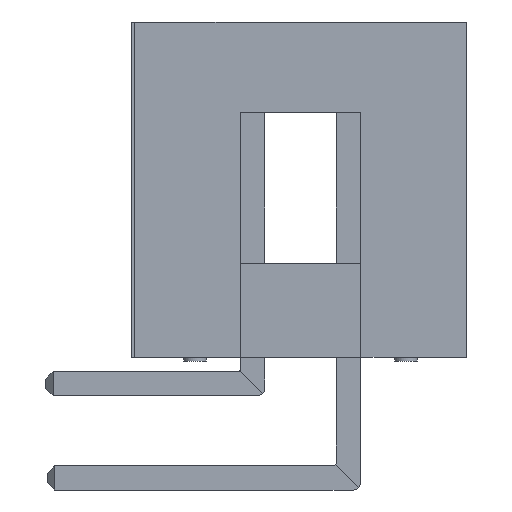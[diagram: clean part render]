
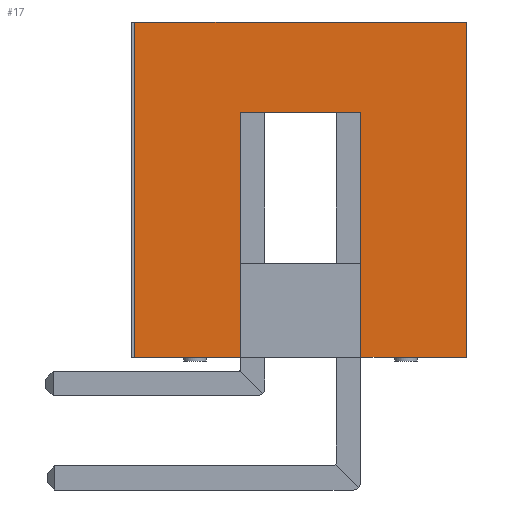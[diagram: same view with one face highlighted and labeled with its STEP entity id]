
A CAD part, left-side view. The second image highlights one B-rep face of the part: STEP entity #17.
In plain terms, the highlighted planar face has unit normal (-1, 0, 0).
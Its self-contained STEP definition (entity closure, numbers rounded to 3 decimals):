
#17 = ADVANCED_FACE('',(#18),#32,.T.);
#18 = FACE_BOUND('',#19,.T.);
#19 = EDGE_LOOP('',(#20,#55,#83,#111,#139,#162,#190,#218));
#20 = ORIENTED_EDGE('',*,*,#21,.F.);
#21 = EDGE_CURVE('',#22,#24,#26,.T.);
#22 = VERTEX_POINT('',#23);
#23 = CARTESIAN_POINT('',(-5.06,-4.4,0.));
#24 = VERTEX_POINT('',#25);
#25 = CARTESIAN_POINT('',(-5.06,-1.6,0.));
#26 = SURFACE_CURVE('',#27,(#31,#43),.PCURVE_S1.);
#27 = LINE('',#28,#29);
#28 = CARTESIAN_POINT('',(-5.06,-4.4,0.));
#29 = VECTOR('',#30,1.);
#30 = DIRECTION('',(0.,1.,0.));
#31 = PCURVE('',#32,#37);
#32 = PLANE('',#33);
#33 = AXIS2_PLACEMENT_3D('',#34,#35,#36);
#34 = CARTESIAN_POINT('',(-5.06,-4.4,0.));
#35 = DIRECTION('',(-1.,0.,0.));
#36 = DIRECTION('',(0.,1.,0.));
#37 = DEFINITIONAL_REPRESENTATION('',(#38),#42);
#38 = LINE('',#39,#40);
#39 = CARTESIAN_POINT('',(0.,0.));
#40 = VECTOR('',#41,1.);
#41 = DIRECTION('',(1.,0.));
#42 = ( GEOMETRIC_REPRESENTATION_CONTEXT(2) 
PARAMETRIC_REPRESENTATION_CONTEXT() REPRESENTATION_CONTEXT('2D SPACE',''
  ) );
#43 = PCURVE('',#44,#49);
#44 = PLANE('',#45);
#45 = AXIS2_PLACEMENT_3D('',#46,#47,#48);
#46 = CARTESIAN_POINT('',(-5.06,4.4,0.));
#47 = DIRECTION('',(0.,0.,1.));
#48 = DIRECTION('',(1.,0.,0.));
#49 = DEFINITIONAL_REPRESENTATION('',(#50),#54);
#50 = LINE('',#51,#52);
#51 = CARTESIAN_POINT('',(0.,-8.8));
#52 = VECTOR('',#53,1.);
#53 = DIRECTION('',(0.,1.));
#54 = ( GEOMETRIC_REPRESENTATION_CONTEXT(2) 
PARAMETRIC_REPRESENTATION_CONTEXT() REPRESENTATION_CONTEXT('2D SPACE',''
  ) );
#55 = ORIENTED_EDGE('',*,*,#56,.T.);
#56 = EDGE_CURVE('',#22,#57,#59,.T.);
#57 = VERTEX_POINT('',#58);
#58 = CARTESIAN_POINT('',(-5.06,-4.4,8.9));
#59 = SURFACE_CURVE('',#60,(#64,#71),.PCURVE_S1.);
#60 = LINE('',#61,#62);
#61 = CARTESIAN_POINT('',(-5.06,-4.4,0.));
#62 = VECTOR('',#63,1.);
#63 = DIRECTION('',(0.,0.,1.));
#64 = PCURVE('',#32,#65);
#65 = DEFINITIONAL_REPRESENTATION('',(#66),#70);
#66 = LINE('',#67,#68);
#67 = CARTESIAN_POINT('',(0.,0.));
#68 = VECTOR('',#69,1.);
#69 = DIRECTION('',(0.,-1.));
#70 = ( GEOMETRIC_REPRESENTATION_CONTEXT(2) 
PARAMETRIC_REPRESENTATION_CONTEXT() REPRESENTATION_CONTEXT('2D SPACE',''
  ) );
#71 = PCURVE('',#72,#77);
#72 = PLANE('',#73);
#73 = AXIS2_PLACEMENT_3D('',#74,#75,#76);
#74 = CARTESIAN_POINT('',(53.36,-4.4,0.));
#75 = DIRECTION('',(0.,-1.,0.));
#76 = DIRECTION('',(-1.,0.,0.));
#77 = DEFINITIONAL_REPRESENTATION('',(#78),#82);
#78 = LINE('',#79,#80);
#79 = CARTESIAN_POINT('',(58.42,0.));
#80 = VECTOR('',#81,1.);
#81 = DIRECTION('',(0.,-1.));
#82 = ( GEOMETRIC_REPRESENTATION_CONTEXT(2) 
PARAMETRIC_REPRESENTATION_CONTEXT() REPRESENTATION_CONTEXT('2D SPACE',''
  ) );
#83 = ORIENTED_EDGE('',*,*,#84,.T.);
#84 = EDGE_CURVE('',#57,#85,#87,.T.);
#85 = VERTEX_POINT('',#86);
#86 = CARTESIAN_POINT('',(-5.06,4.4,8.9));
#87 = SURFACE_CURVE('',#88,(#92,#99),.PCURVE_S1.);
#88 = LINE('',#89,#90);
#89 = CARTESIAN_POINT('',(-5.06,-4.4,8.9));
#90 = VECTOR('',#91,1.);
#91 = DIRECTION('',(0.,1.,0.));
#92 = PCURVE('',#32,#93);
#93 = DEFINITIONAL_REPRESENTATION('',(#94),#98);
#94 = LINE('',#95,#96);
#95 = CARTESIAN_POINT('',(0.,-8.9));
#96 = VECTOR('',#97,1.);
#97 = DIRECTION('',(1.,0.));
#98 = ( GEOMETRIC_REPRESENTATION_CONTEXT(2) 
PARAMETRIC_REPRESENTATION_CONTEXT() REPRESENTATION_CONTEXT('2D SPACE',''
  ) );
#99 = PCURVE('',#100,#105);
#100 = PLANE('',#101);
#101 = AXIS2_PLACEMENT_3D('',#102,#103,#104);
#102 = CARTESIAN_POINT('',(-5.06,4.4,8.9));
#103 = DIRECTION('',(0.,0.,1.));
#104 = DIRECTION('',(1.,0.,0.));
#105 = DEFINITIONAL_REPRESENTATION('',(#106),#110);
#106 = LINE('',#107,#108);
#107 = CARTESIAN_POINT('',(0.,-8.8));
#108 = VECTOR('',#109,1.);
#109 = DIRECTION('',(0.,1.));
#110 = ( GEOMETRIC_REPRESENTATION_CONTEXT(2) 
PARAMETRIC_REPRESENTATION_CONTEXT() REPRESENTATION_CONTEXT('2D SPACE',''
  ) );
#111 = ORIENTED_EDGE('',*,*,#112,.F.);
#112 = EDGE_CURVE('',#113,#85,#115,.T.);
#113 = VERTEX_POINT('',#114);
#114 = CARTESIAN_POINT('',(-5.06,4.4,0.));
#115 = SURFACE_CURVE('',#116,(#120,#127),.PCURVE_S1.);
#116 = LINE('',#117,#118);
#117 = CARTESIAN_POINT('',(-5.06,4.4,0.));
#118 = VECTOR('',#119,1.);
#119 = DIRECTION('',(0.,0.,1.));
#120 = PCURVE('',#32,#121);
#121 = DEFINITIONAL_REPRESENTATION('',(#122),#126);
#122 = LINE('',#123,#124);
#123 = CARTESIAN_POINT('',(8.8,0.));
#124 = VECTOR('',#125,1.);
#125 = DIRECTION('',(0.,-1.));
#126 = ( GEOMETRIC_REPRESENTATION_CONTEXT(2) 
PARAMETRIC_REPRESENTATION_CONTEXT() REPRESENTATION_CONTEXT('2D SPACE',''
  ) );
#127 = PCURVE('',#128,#133);
#128 = PLANE('',#129);
#129 = AXIS2_PLACEMENT_3D('',#130,#131,#132);
#130 = CARTESIAN_POINT('',(-5.06,4.4,0.));
#131 = DIRECTION('',(0.,1.,0.));
#132 = DIRECTION('',(1.,0.,0.));
#133 = DEFINITIONAL_REPRESENTATION('',(#134),#138);
#134 = LINE('',#135,#136);
#135 = CARTESIAN_POINT('',(0.,0.));
#136 = VECTOR('',#137,1.);
#137 = DIRECTION('',(0.,-1.));
#138 = ( GEOMETRIC_REPRESENTATION_CONTEXT(2) 
PARAMETRIC_REPRESENTATION_CONTEXT() REPRESENTATION_CONTEXT('2D SPACE',''
  ) );
#139 = ORIENTED_EDGE('',*,*,#140,.F.);
#140 = EDGE_CURVE('',#141,#113,#143,.T.);
#141 = VERTEX_POINT('',#142);
#142 = CARTESIAN_POINT('',(-5.06,1.6,0.));
#143 = SURFACE_CURVE('',#144,(#148,#155),.PCURVE_S1.);
#144 = LINE('',#145,#146);
#145 = CARTESIAN_POINT('',(-5.06,-4.4,0.));
#146 = VECTOR('',#147,1.);
#147 = DIRECTION('',(0.,1.,0.));
#148 = PCURVE('',#32,#149);
#149 = DEFINITIONAL_REPRESENTATION('',(#150),#154);
#150 = LINE('',#151,#152);
#151 = CARTESIAN_POINT('',(0.,0.));
#152 = VECTOR('',#153,1.);
#153 = DIRECTION('',(1.,0.));
#154 = ( GEOMETRIC_REPRESENTATION_CONTEXT(2) 
PARAMETRIC_REPRESENTATION_CONTEXT() REPRESENTATION_CONTEXT('2D SPACE',''
  ) );
#155 = PCURVE('',#44,#156);
#156 = DEFINITIONAL_REPRESENTATION('',(#157),#161);
#157 = LINE('',#158,#159);
#158 = CARTESIAN_POINT('',(0.,-8.8));
#159 = VECTOR('',#160,1.);
#160 = DIRECTION('',(0.,1.));
#161 = ( GEOMETRIC_REPRESENTATION_CONTEXT(2) 
PARAMETRIC_REPRESENTATION_CONTEXT() REPRESENTATION_CONTEXT('2D SPACE',''
  ) );
#162 = ORIENTED_EDGE('',*,*,#163,.T.);
#163 = EDGE_CURVE('',#141,#164,#166,.T.);
#164 = VERTEX_POINT('',#165);
#165 = CARTESIAN_POINT('',(-5.06,1.6,6.5));
#166 = SURFACE_CURVE('',#167,(#171,#178),.PCURVE_S1.);
#167 = LINE('',#168,#169);
#168 = CARTESIAN_POINT('',(-5.06,1.6,-1.5));
#169 = VECTOR('',#170,1.);
#170 = DIRECTION('',(0.,0.,1.));
#171 = PCURVE('',#32,#172);
#172 = DEFINITIONAL_REPRESENTATION('',(#173),#177);
#173 = LINE('',#174,#175);
#174 = CARTESIAN_POINT('',(6.,1.5));
#175 = VECTOR('',#176,1.);
#176 = DIRECTION('',(0.,-1.));
#177 = ( GEOMETRIC_REPRESENTATION_CONTEXT(2) 
PARAMETRIC_REPRESENTATION_CONTEXT() REPRESENTATION_CONTEXT('2D SPACE',''
  ) );
#178 = PCURVE('',#179,#184);
#179 = PLANE('',#180);
#180 = AXIS2_PLACEMENT_3D('',#181,#182,#183);
#181 = CARTESIAN_POINT('',(-5.06,1.6,-1.5));
#182 = DIRECTION('',(0.,-1.,0.));
#183 = DIRECTION('',(0.,0.,1.));
#184 = DEFINITIONAL_REPRESENTATION('',(#185),#189);
#185 = LINE('',#186,#187);
#186 = CARTESIAN_POINT('',(0.,0.));
#187 = VECTOR('',#188,1.);
#188 = DIRECTION('',(1.,0.));
#189 = ( GEOMETRIC_REPRESENTATION_CONTEXT(2) 
PARAMETRIC_REPRESENTATION_CONTEXT() REPRESENTATION_CONTEXT('2D SPACE',''
  ) );
#190 = ORIENTED_EDGE('',*,*,#191,.T.);
#191 = EDGE_CURVE('',#164,#192,#194,.T.);
#192 = VERTEX_POINT('',#193);
#193 = CARTESIAN_POINT('',(-5.06,-1.6,6.5));
#194 = SURFACE_CURVE('',#195,(#199,#206),.PCURVE_S1.);
#195 = LINE('',#196,#197);
#196 = CARTESIAN_POINT('',(-5.06,1.6,6.5));
#197 = VECTOR('',#198,1.);
#198 = DIRECTION('',(0.,-1.,0.));
#199 = PCURVE('',#32,#200);
#200 = DEFINITIONAL_REPRESENTATION('',(#201),#205);
#201 = LINE('',#202,#203);
#202 = CARTESIAN_POINT('',(6.,-6.5));
#203 = VECTOR('',#204,1.);
#204 = DIRECTION('',(-1.,0.));
#205 = ( GEOMETRIC_REPRESENTATION_CONTEXT(2) 
PARAMETRIC_REPRESENTATION_CONTEXT() REPRESENTATION_CONTEXT('2D SPACE',''
  ) );
#206 = PCURVE('',#207,#212);
#207 = PLANE('',#208);
#208 = AXIS2_PLACEMENT_3D('',#209,#210,#211);
#209 = CARTESIAN_POINT('',(-5.06,1.6,6.5));
#210 = DIRECTION('',(0.,0.,-1.));
#211 = DIRECTION('',(0.,-1.,0.));
#212 = DEFINITIONAL_REPRESENTATION('',(#213),#217);
#213 = LINE('',#214,#215);
#214 = CARTESIAN_POINT('',(0.,-0.));
#215 = VECTOR('',#216,1.);
#216 = DIRECTION('',(1.,0.));
#217 = ( GEOMETRIC_REPRESENTATION_CONTEXT(2) 
PARAMETRIC_REPRESENTATION_CONTEXT() REPRESENTATION_CONTEXT('2D SPACE',''
  ) );
#218 = ORIENTED_EDGE('',*,*,#219,.T.);
#219 = EDGE_CURVE('',#192,#24,#220,.T.);
#220 = SURFACE_CURVE('',#221,(#225,#232),.PCURVE_S1.);
#221 = LINE('',#222,#223);
#222 = CARTESIAN_POINT('',(-5.06,-1.6,6.5));
#223 = VECTOR('',#224,1.);
#224 = DIRECTION('',(0.,0.,-1.));
#225 = PCURVE('',#32,#226);
#226 = DEFINITIONAL_REPRESENTATION('',(#227),#231);
#227 = LINE('',#228,#229);
#228 = CARTESIAN_POINT('',(2.8,-6.5));
#229 = VECTOR('',#230,1.);
#230 = DIRECTION('',(0.,1.));
#231 = ( GEOMETRIC_REPRESENTATION_CONTEXT(2) 
PARAMETRIC_REPRESENTATION_CONTEXT() REPRESENTATION_CONTEXT('2D SPACE',''
  ) );
#232 = PCURVE('',#233,#238);
#233 = PLANE('',#234);
#234 = AXIS2_PLACEMENT_3D('',#235,#236,#237);
#235 = CARTESIAN_POINT('',(-5.06,-1.6,6.5));
#236 = DIRECTION('',(0.,1.,0.));
#237 = DIRECTION('',(0.,0.,-1.));
#238 = DEFINITIONAL_REPRESENTATION('',(#239),#243);
#239 = LINE('',#240,#241);
#240 = CARTESIAN_POINT('',(0.,0.));
#241 = VECTOR('',#242,1.);
#242 = DIRECTION('',(1.,0.));
#243 = ( GEOMETRIC_REPRESENTATION_CONTEXT(2) 
PARAMETRIC_REPRESENTATION_CONTEXT() REPRESENTATION_CONTEXT('2D SPACE',''
  ) );
